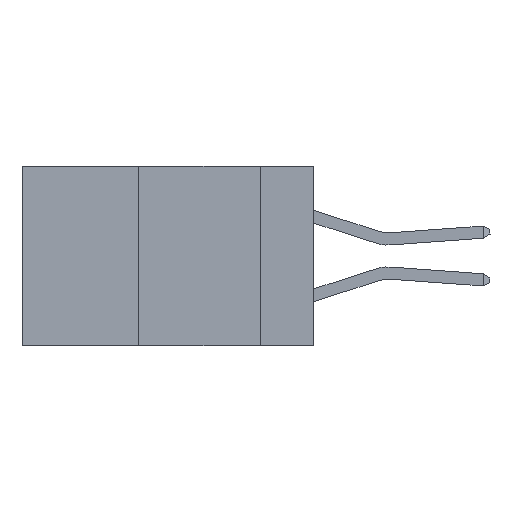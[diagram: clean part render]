
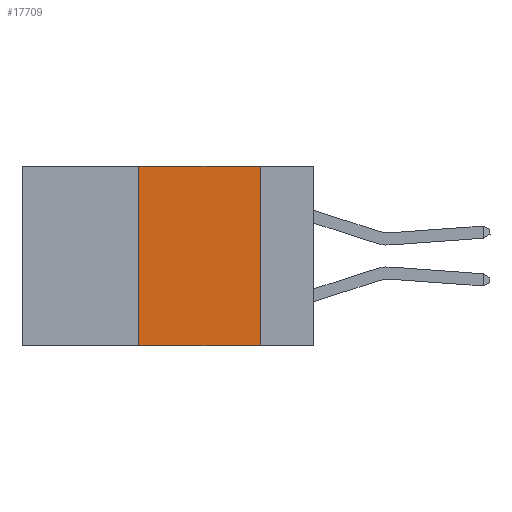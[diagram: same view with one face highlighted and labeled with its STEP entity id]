
A CAD part, left-side view. The second image highlights one B-rep face of the part: STEP entity #17709.
In plain terms, the highlighted planar face has unit normal (-1, 0, 0).
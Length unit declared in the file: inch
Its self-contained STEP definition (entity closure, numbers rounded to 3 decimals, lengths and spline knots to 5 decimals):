
#80 = CARTESIAN_POINT ( 'NONE',  ( 0., 0.11, 0. ) ) ;
#353 = CARTESIAN_POINT ( 'NONE',  ( 0., 0.11, -0.37 ) ) ;
#472 = VECTOR ( 'NONE', #14838, 39.37008 ) ;
#1533 = DIRECTION ( 'NONE',  ( 0., 0., 1. ) ) ;
#2190 = VECTOR ( 'NONE', #1533, 39.37008 ) ;
#3457 = DIRECTION ( 'NONE',  ( 0., 0., -1. ) ) ;
#5532 = LINE ( 'NONE', #80, #30238 ) ;
#5698 = CARTESIAN_POINT ( 'NONE',  ( 0., 0.6, 0. ) ) ;
#8970 = DIRECTION ( 'NONE',  ( 0., -1., 0. ) ) ;
#9714 = VERTEX_POINT ( 'NONE', #19868 ) ;
#10275 = CARTESIAN_POINT ( 'NONE',  ( 0., 0.36, 0. ) ) ;
#10389 = EDGE_LOOP ( 'NONE', ( #32510, #25220, #30085, #27474 ) ) ;
#10974 = LINE ( 'NONE', #24238, #2190 ) ;
#13069 = CARTESIAN_POINT ( 'NONE',  ( 0., 0.11, 0. ) ) ;
#14121 = LINE ( 'NONE', #5698, #37449 ) ;
#14419 = VERTEX_POINT ( 'NONE', #13069 ) ;
#14838 = DIRECTION ( 'NONE',  ( 0., -1., 0. ) ) ;
#17440 = FACE_OUTER_BOUND ( 'NONE', #10389, .T. ) ;
#17709 = ADVANCED_FACE ( 'NONE', ( #17440 ), #37085, .F. ) ;
#17982 = LINE ( 'NONE', #24425, #472 ) ;
#19456 = AXIS2_PLACEMENT_3D ( 'NONE', #27623, #40252, #21410 ) ;
#19868 = CARTESIAN_POINT ( 'NONE',  ( 0., 0.36, -0.37 ) ) ;
#21410 = DIRECTION ( 'NONE',  ( 0., 0., -1. ) ) ;
#21423 = EDGE_CURVE ( 'NONE', #25227, #14419, #14121, .T. ) ;
#23562 = EDGE_CURVE ( 'NONE', #9714, #28608, #17982, .T. ) ;
#24238 = CARTESIAN_POINT ( 'NONE',  ( 0., 0.36, 0. ) ) ;
#24425 = CARTESIAN_POINT ( 'NONE',  ( 0., 0.6, -0.37 ) ) ;
#25220 = ORIENTED_EDGE ( 'NONE', *, *, #21423, .F. ) ;
#25227 = VERTEX_POINT ( 'NONE', #10275 ) ;
#27474 = ORIENTED_EDGE ( 'NONE', *, *, #23562, .T. ) ;
#27623 = CARTESIAN_POINT ( 'NONE',  ( 0., 0.6, 0. ) ) ;
#28608 = VERTEX_POINT ( 'NONE', #353 ) ;
#30085 = ORIENTED_EDGE ( 'NONE', *, *, #31980, .F. ) ;
#30238 = VECTOR ( 'NONE', #3457, 39.37008 ) ;
#31980 = EDGE_CURVE ( 'NONE', #9714, #25227, #10974, .T. ) ;
#32510 = ORIENTED_EDGE ( 'NONE', *, *, #37144, .F. ) ;
#37085 = PLANE ( 'NONE',  #19456 ) ;
#37144 = EDGE_CURVE ( 'NONE', #14419, #28608, #5532, .T. ) ;
#37449 = VECTOR ( 'NONE', #8970, 39.37008 ) ;
#40252 = DIRECTION ( 'NONE',  ( 1., 0., 0. ) ) ;
